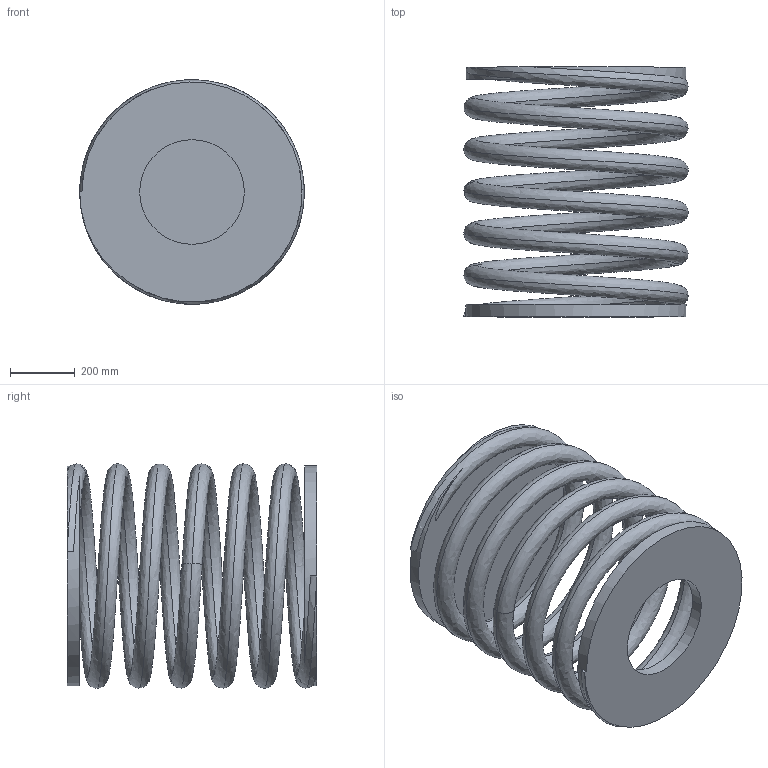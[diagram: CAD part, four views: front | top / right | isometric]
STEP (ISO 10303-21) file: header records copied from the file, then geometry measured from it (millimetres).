
FILE_DESCRIPTION((''),'2;1');
FILE_NAME('ROCKER_SPRING','2026-01-05T14:44:23',('H576696'),('Honeywell International Inc.'),'CREO PARAMETRIC BY PTC INC, 2023134','CREO PARAMETRIC BY PTC INC, 2023134','');
FILE_SCHEMA(('AUTOMOTIVE_DESIGN { 1 0 10303 214 1 1 1 1 }'));
Length unit declared in the file: inch
Products named in the file (1): ROCKER_SPRING
Bounding box: 692.15 x 769.62 x 692.09 mm (x, y, z)
Volume: 56906022.1 mm3; surface area: 3481992.2 mm2
Topology: 1 solids, 1 shells, 14 faces, 32 edges, 20 vertices
Faces by surface type: plane 6, cylinder 4, bspline 4
Entity records: 2668 total; most frequent: CARTESIAN_POINT 2224, COLOUR_RGB 106, ORIENTED_EDGE 64, DIRECTION 44, EDGE_CURVE 32, VERTEX_POINT 20, AXIS2_PLACEMENT_3D 19, B_SPLINE_CURVE_WITH_KNOTS 18
